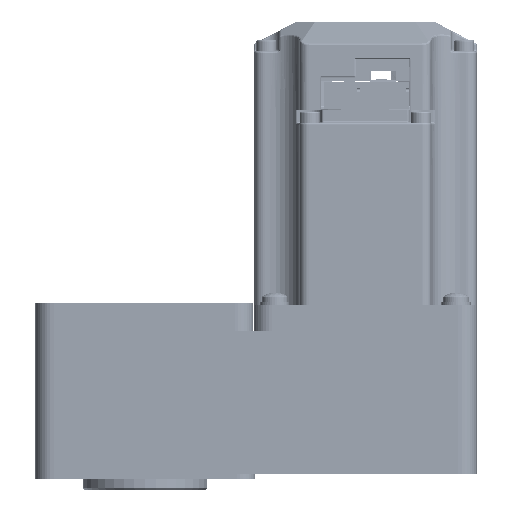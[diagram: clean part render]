
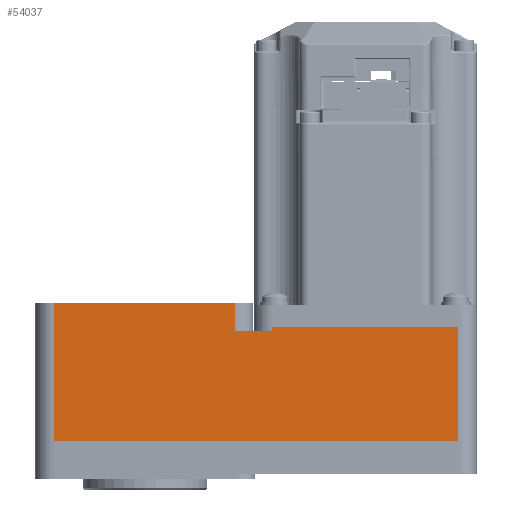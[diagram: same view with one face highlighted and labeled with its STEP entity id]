
A CAD part, front view. The second image highlights one B-rep face of the part: STEP entity #54037.
In plain terms, the highlighted face is planar.
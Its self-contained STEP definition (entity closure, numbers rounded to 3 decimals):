
#809 = EDGE_CURVE ( 'NONE', #37170, #27397, #36924, .T. ) ;
#1554 = LINE ( 'NONE', #36595, #50824 ) ;
#3423 = CARTESIAN_POINT ( 'NONE',  ( -30., -4.45, 31. ) ) ;
#5061 = DIRECTION ( 'NONE',  ( 0., -1., 0. ) ) ;
#5619 = CARTESIAN_POINT ( 'NONE',  ( -30., -55.25, 31. ) ) ;
#6291 = VECTOR ( 'NONE', #55150, 1000. ) ;
#6468 = CARTESIAN_POINT ( 'NONE',  ( -30., -60.25, 0. ) ) ;
#6784 = LINE ( 'NONE', #37495, #6291 ) ;
#6866 = CARTESIAN_POINT ( 'NONE',  ( -30., -60.25, 30. ) ) ;
#7718 = DIRECTION ( 'NONE',  ( 0., 0., -1. ) ) ;
#9060 = CARTESIAN_POINT ( 'NONE',  ( -30., 55.25, 30. ) ) ;
#9345 = VECTOR ( 'NONE', #27295, 1000. ) ;
#9638 = VERTEX_POINT ( 'NONE', #3423 ) ;
#10227 = EDGE_CURVE ( 'NONE', #9638, #13005, #44422, .T. ) ;
#10288 = CARTESIAN_POINT ( 'NONE',  ( -30., -60.25, 30. ) ) ;
#10318 = VERTEX_POINT ( 'NONE', #50204 ) ;
#10536 = DIRECTION ( 'NONE',  ( 0., -1., 0. ) ) ;
#11413 = EDGE_CURVE ( 'NONE', #10318, #35545, #1554, .T. ) ;
#12301 = ORIENTED_EDGE ( 'NONE', *, *, #809, .F. ) ;
#12354 = EDGE_CURVE ( 'NONE', #37170, #35545, #50946, .T. ) ;
#13005 = VERTEX_POINT ( 'NONE', #5619 ) ;
#15268 = ORIENTED_EDGE ( 'NONE', *, *, #32372, .T. ) ;
#17590 = CARTESIAN_POINT ( 'NONE',  ( -30., 5.75, 30. ) ) ;
#19524 = ORIENTED_EDGE ( 'NONE', *, *, #11413, .F. ) ;
#19954 = PLANE ( 'NONE',  #35590 ) ;
#21234 = CARTESIAN_POINT ( 'NONE',  ( -30., -4.45, 30. ) ) ;
#24613 = DIRECTION ( 'NONE',  ( 0., 0., 1. ) ) ;
#26333 = VECTOR ( 'NONE', #37463, 1000. ) ;
#26688 = ORIENTED_EDGE ( 'NONE', *, *, #10227, .F. ) ;
#27024 = LINE ( 'NONE', #9060, #9345 ) ;
#27187 = ORIENTED_EDGE ( 'NONE', *, *, #50634, .T. ) ;
#27295 = DIRECTION ( 'NONE',  ( 0., 0., -1. ) ) ;
#27397 = VERTEX_POINT ( 'NONE', #33160 ) ;
#28940 = CARTESIAN_POINT ( 'NONE',  ( -30., 5.75, 30. ) ) ;
#29760 = DIRECTION ( 'NONE',  ( 1., 0., 0. ) ) ;
#29823 = ORIENTED_EDGE ( 'NONE', *, *, #46225, .T. ) ;
#32372 = EDGE_CURVE ( 'NONE', #9638, #27397, #52468, .T. ) ;
#33160 = CARTESIAN_POINT ( 'NONE',  ( -30., -4.45, 30. ) ) ;
#33300 = VECTOR ( 'NONE', #47627, 1000. ) ;
#33430 = LINE ( 'NONE', #6468, #26333 ) ;
#34206 = VERTEX_POINT ( 'NONE', #46863 ) ;
#35183 = VECTOR ( 'NONE', #24613, 1000. ) ;
#35545 = VERTEX_POINT ( 'NONE', #53174 ) ;
#35590 = AXIS2_PLACEMENT_3D ( 'NONE', #6866, #29760, #7718 ) ;
#36595 = CARTESIAN_POINT ( 'NONE',  ( -30., 0.75, 37.5 ) ) ;
#36924 = LINE ( 'NONE', #10288, #41298 ) ;
#37170 = VERTEX_POINT ( 'NONE', #17590 ) ;
#37463 = DIRECTION ( 'NONE',  ( 0., -1., 0. ) ) ;
#37495 = CARTESIAN_POINT ( 'NONE',  ( -30., -55.25, 30. ) ) ;
#38986 = EDGE_CURVE ( 'NONE', #34206, #42825, #33430, .T. ) ;
#41298 = VECTOR ( 'NONE', #5061, 1000. ) ;
#42491 = FACE_OUTER_BOUND ( 'NONE', #48478, .T. ) ;
#42825 = VERTEX_POINT ( 'NONE', #55683 ) ;
#43932 = VECTOR ( 'NONE', #47836, 1000. ) ;
#44422 = LINE ( 'NONE', #52257, #33300 ) ;
#46225 = EDGE_CURVE ( 'NONE', #42825, #13005, #6784, .T. ) ;
#46863 = CARTESIAN_POINT ( 'NONE',  ( -30., 55.25, 0. ) ) ;
#47627 = DIRECTION ( 'NONE',  ( 0., -1., 0. ) ) ;
#47836 = DIRECTION ( 'NONE',  ( 0., 0., -1. ) ) ;
#48478 = EDGE_LOOP ( 'NONE', ( #26688, #15268, #12301, #56102, #19524, #27187, #54168, #29823 ) ) ;
#50204 = CARTESIAN_POINT ( 'NONE',  ( -30., 55.25, 37.5 ) ) ;
#50634 = EDGE_CURVE ( 'NONE', #10318, #34206, #27024, .T. ) ;
#50824 = VECTOR ( 'NONE', #10536, 1000. ) ;
#50946 = LINE ( 'NONE', #28940, #35183 ) ;
#52257 = CARTESIAN_POINT ( 'NONE',  ( -30., 0.55, 31. ) ) ;
#52468 = LINE ( 'NONE', #21234, #43932 ) ;
#53174 = CARTESIAN_POINT ( 'NONE',  ( -30., 5.75, 37.5 ) ) ;
#54037 = ADVANCED_FACE ( 'NONE', ( #42491 ), #19954, .F. ) ;
#54168 = ORIENTED_EDGE ( 'NONE', *, *, #38986, .T. ) ;
#55150 = DIRECTION ( 'NONE',  ( 0., 0., 1. ) ) ;
#55683 = CARTESIAN_POINT ( 'NONE',  ( -30., -55.25, 0. ) ) ;
#56102 = ORIENTED_EDGE ( 'NONE', *, *, #12354, .T. ) ;
